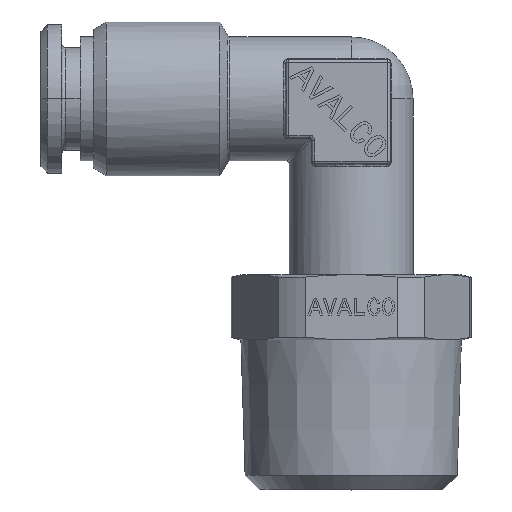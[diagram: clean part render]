
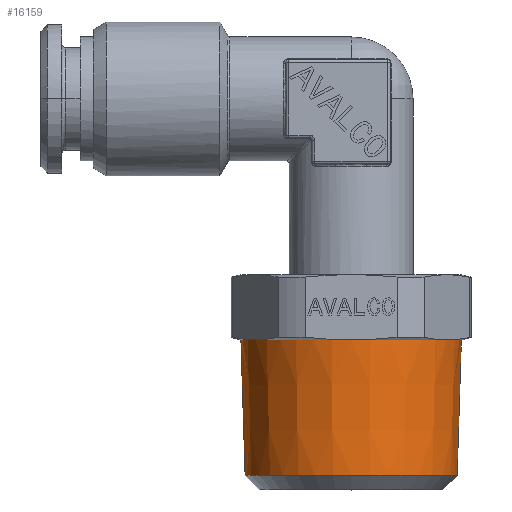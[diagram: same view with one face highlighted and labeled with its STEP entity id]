
A CAD part, top view. The second image highlights one B-rep face of the part: STEP entity #16159.
In plain terms, the highlighted conical face has half-angle 1.78 degrees and reference radius 8.297 mm.
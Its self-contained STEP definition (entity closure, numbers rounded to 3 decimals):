
#15730=CARTESIAN_POINT('Vertex',(8.458,-14.8,0.)) ;
#15732=CARTESIAN_POINT('Vertex',(-8.458,-14.8,0.)) ;
#15735=CARTESIAN_POINT('Axis2P3D Location',(0.,-14.8,0.)) ;
#16121=CARTESIAN_POINT('Vertex',(-8.135,-25.2,0.)) ;
#16123=CARTESIAN_POINT('Vertex',(8.135,-25.2,0.)) ;
#16126=CARTESIAN_POINT('Line Origine',(-15535.08,499605.242,0.)) ;
#16131=CARTESIAN_POINT('Line Origine',(15535.08,499605.242,0.)) ;
#16143=CARTESIAN_POINT('Axis2P3D Location',(0.,-20.,0.)) ;
#16148=CARTESIAN_POINT('Axis2P3D Location',(0.,-25.2,0.)) ;
#15736=DIRECTION('Axis2P3D Direction',(0.,-1.,0.)) ;
#16127=DIRECTION('Vector Direction',(-0.031,1.,0.)) ;
#16132=DIRECTION('Vector Direction',(0.031,1.,0.)) ;
#16144=DIRECTION('Axis2P3D Direction',(0.,1.,0.)) ;
#16145=DIRECTION('Axis2P3D XDirection',(-1.,0.,0.)) ;
#16149=DIRECTION('Axis2P3D Direction',(-0.,1.,0.)) ;
#15737=AXIS2_PLACEMENT_3D('Circle Axis2P3D',#15735,#15736,$) ;
#16146=AXIS2_PLACEMENT_3D('Cone Axis2P3D',#16143,#16144,#16145) ;
#16150=AXIS2_PLACEMENT_3D('Circle Axis2P3D',#16148,#16149,$) ;
#16154=ORIENTED_EDGE('',*,*,#15739,.T.) ;
#16155=ORIENTED_EDGE('',*,*,#16130,.F.) ;
#16156=ORIENTED_EDGE('',*,*,#16152,.T.) ;
#16157=ORIENTED_EDGE('',*,*,#16135,.T.) ;
#16128=VECTOR('Line Direction',#16127,1.) ;
#16133=VECTOR('Line Direction',#16132,1.) ;
#16159=ADVANCED_FACE('PR505B-06R38',(#16158),#16147,.T.) ;
#15738=CIRCLE('generated circle',#15737,8.458) ;
#16151=CIRCLE('generated circle',#16150,8.135) ;
#16147=CONICAL_SURFACE('Cone',#16146,8.297,0.031) ;
#15739=EDGE_CURVE('',#15731,#15733,#15738,.T.) ;
#16130=EDGE_CURVE('',#16122,#15733,#16129,.T.) ;
#16135=EDGE_CURVE('',#16124,#15731,#16134,.T.) ;
#16152=EDGE_CURVE('',#16122,#16124,#16151,.T.) ;
#16153=EDGE_LOOP('',(#16154,#16155,#16156,#16157)) ;
#16158=FACE_OUTER_BOUND('',#16153,.T.) ;
#16129=LINE('Line',#16126,#16128) ;
#16134=LINE('Line',#16131,#16133) ;
#15731=VERTEX_POINT('',#15730) ;
#15733=VERTEX_POINT('',#15732) ;
#16122=VERTEX_POINT('',#16121) ;
#16124=VERTEX_POINT('',#16123) ;
